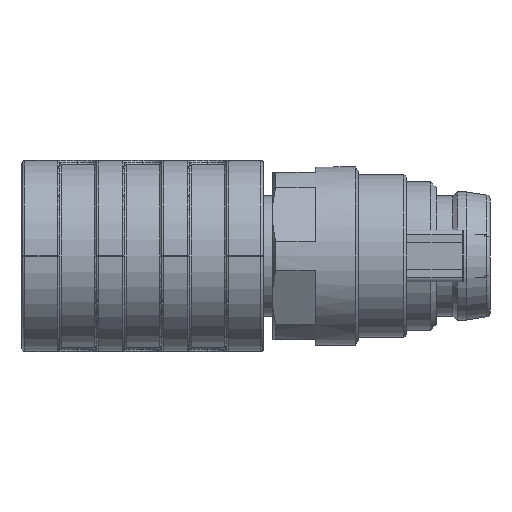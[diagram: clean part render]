
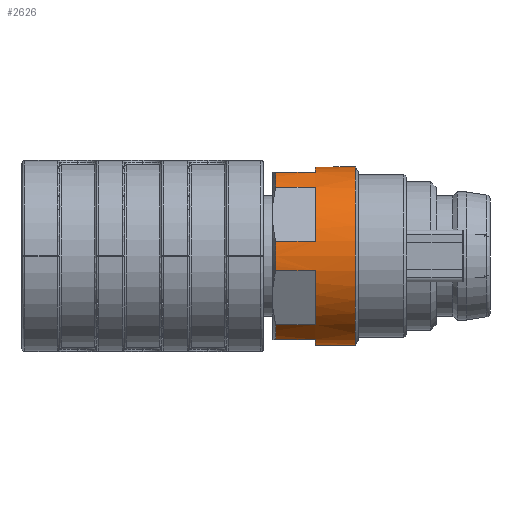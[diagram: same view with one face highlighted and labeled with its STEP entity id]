
A CAD part, front view. The second image highlights one B-rep face of the part: STEP entity #2626.
In plain terms, the highlighted cylindrical face has radius 4.8 mm (diameter 9.6 mm), a full revolution.
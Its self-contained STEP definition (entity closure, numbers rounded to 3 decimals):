
#1494=LINE('',#16617,#2052);
#1495=LINE('',#16621,#2053);
#1496=LINE('',#16622,#2054);
#1497=LINE('',#16626,#2055);
#1498=LINE('',#16627,#2056);
#1499=LINE('',#16631,#2057);
#1500=LINE('',#16632,#2058);
#1501=LINE('',#16636,#2059);
#1502=LINE('',#16637,#2060);
#1503=LINE('',#16641,#2061);
#1504=LINE('',#16642,#2062);
#1505=LINE('',#16646,#2063);
#2052=VECTOR('',#13038,1.);
#2053=VECTOR('',#13041,1.);
#2054=VECTOR('',#13042,1.);
#2055=VECTOR('',#13045,1.);
#2056=VECTOR('',#13046,1.);
#2057=VECTOR('',#13049,1.);
#2058=VECTOR('',#13050,1.);
#2059=VECTOR('',#13053,1.);
#2060=VECTOR('',#13054,1.);
#2061=VECTOR('',#13057,1.);
#2062=VECTOR('',#13058,1.);
#2063=VECTOR('',#13061,1.);
#2626=ADVANCED_FACE('',(#3022,#3023),#2882,.T.);
#2882=CYLINDRICAL_SURFACE('',#10120,4.8);
#3022=FACE_BOUND('',#3662,.T.);
#3023=FACE_BOUND('',#3663,.T.);
#3662=EDGE_LOOP('',(#6136));
#3663=EDGE_LOOP('',(#6137,#6138,#6139,#6140,#6141,#6142,#6143,#6144,#6145,
#6146,#6147,#6148,#6149,#6150,#6151,#6152,#6153,#6154,#6155,#6156,#6157,
#6158,#6159,#6160));
#6136=ORIENTED_EDGE('',*,*,#8244,.T.);
#6137=ORIENTED_EDGE('',*,*,#8257,.F.);
#6138=ORIENTED_EDGE('',*,*,#8258,.T.);
#6139=ORIENTED_EDGE('',*,*,#8259,.F.);
#6140=ORIENTED_EDGE('',*,*,#8256,.T.);
#6141=ORIENTED_EDGE('',*,*,#8260,.F.);
#6142=ORIENTED_EDGE('',*,*,#8261,.T.);
#6143=ORIENTED_EDGE('',*,*,#8262,.F.);
#6144=ORIENTED_EDGE('',*,*,#8246,.T.);
#6145=ORIENTED_EDGE('',*,*,#8263,.F.);
#6146=ORIENTED_EDGE('',*,*,#8264,.T.);
#6147=ORIENTED_EDGE('',*,*,#8265,.F.);
#6148=ORIENTED_EDGE('',*,*,#8248,.T.);
#6149=ORIENTED_EDGE('',*,*,#8266,.F.);
#6150=ORIENTED_EDGE('',*,*,#8267,.T.);
#6151=ORIENTED_EDGE('',*,*,#8268,.F.);
#6152=ORIENTED_EDGE('',*,*,#8250,.T.);
#6153=ORIENTED_EDGE('',*,*,#8269,.F.);
#6154=ORIENTED_EDGE('',*,*,#8270,.T.);
#6155=ORIENTED_EDGE('',*,*,#8271,.F.);
#6156=ORIENTED_EDGE('',*,*,#8252,.T.);
#6157=ORIENTED_EDGE('',*,*,#8272,.F.);
#6158=ORIENTED_EDGE('',*,*,#8273,.T.);
#6159=ORIENTED_EDGE('',*,*,#8274,.F.);
#6160=ORIENTED_EDGE('',*,*,#8254,.T.);
#6984=VERTEX_POINT('',#16585);
#6985=VERTEX_POINT('',#16588);
#6986=VERTEX_POINT('',#16589);
#6987=VERTEX_POINT('',#16593);
#6988=VERTEX_POINT('',#16594);
#6989=VERTEX_POINT('',#16598);
#6990=VERTEX_POINT('',#16599);
#6991=VERTEX_POINT('',#16603);
#6992=VERTEX_POINT('',#16604);
#6993=VERTEX_POINT('',#16608);
#6994=VERTEX_POINT('',#16609);
#6995=VERTEX_POINT('',#16613);
#6996=VERTEX_POINT('',#16614);
#6997=VERTEX_POINT('',#16618);
#6998=VERTEX_POINT('',#16620);
#6999=VERTEX_POINT('',#16623);
#7000=VERTEX_POINT('',#16625);
#7001=VERTEX_POINT('',#16628);
#7002=VERTEX_POINT('',#16630);
#7003=VERTEX_POINT('',#16633);
#7004=VERTEX_POINT('',#16635);
#7005=VERTEX_POINT('',#16638);
#7006=VERTEX_POINT('',#16640);
#7007=VERTEX_POINT('',#16643);
#7008=VERTEX_POINT('',#16645);
#8244=EDGE_CURVE('',#6984,#6984,#8916,.T.);
#8246=EDGE_CURVE('',#6985,#6986,#8917,.T.);
#8248=EDGE_CURVE('',#6987,#6988,#8918,.T.);
#8250=EDGE_CURVE('',#6989,#6990,#8919,.T.);
#8252=EDGE_CURVE('',#6991,#6992,#8920,.T.);
#8254=EDGE_CURVE('',#6993,#6994,#8921,.T.);
#8256=EDGE_CURVE('',#6995,#6996,#8922,.T.);
#8257=EDGE_CURVE('',#6997,#6994,#1494,.T.);
#8258=EDGE_CURVE('',#6997,#6998,#8923,.T.);
#8259=EDGE_CURVE('',#6995,#6998,#1495,.T.);
#8260=EDGE_CURVE('',#6999,#6996,#1496,.T.);
#8261=EDGE_CURVE('',#6999,#7000,#8924,.T.);
#8262=EDGE_CURVE('',#6985,#7000,#1497,.T.);
#8263=EDGE_CURVE('',#7001,#6986,#1498,.T.);
#8264=EDGE_CURVE('',#7001,#7002,#8925,.T.);
#8265=EDGE_CURVE('',#6987,#7002,#1499,.T.);
#8266=EDGE_CURVE('',#7003,#6988,#1500,.T.);
#8267=EDGE_CURVE('',#7003,#7004,#8926,.T.);
#8268=EDGE_CURVE('',#6989,#7004,#1501,.T.);
#8269=EDGE_CURVE('',#7005,#6990,#1502,.T.);
#8270=EDGE_CURVE('',#7005,#7006,#8927,.T.);
#8271=EDGE_CURVE('',#6991,#7006,#1503,.T.);
#8272=EDGE_CURVE('',#7007,#6992,#1504,.T.);
#8273=EDGE_CURVE('',#7007,#7008,#8928,.T.);
#8274=EDGE_CURVE('',#6993,#7008,#1505,.T.);
#8916=CIRCLE('',#10100,4.8);
#8917=CIRCLE('',#10102,4.8);
#8918=CIRCLE('',#10104,4.8);
#8919=CIRCLE('',#10106,4.8);
#8920=CIRCLE('',#10108,4.8);
#8921=CIRCLE('',#10110,4.8);
#8922=CIRCLE('',#10112,4.8);
#8923=CIRCLE('',#10114,4.8);
#8924=CIRCLE('',#10115,4.8);
#8925=CIRCLE('',#10116,4.8);
#8926=CIRCLE('',#10117,4.8);
#8927=CIRCLE('',#10118,4.8);
#8928=CIRCLE('',#10119,4.8);
#10100=AXIS2_PLACEMENT_3D('',#16584,#13004,#13005);
#10102=AXIS2_PLACEMENT_3D('',#16590,#13009,#13010);
#10104=AXIS2_PLACEMENT_3D('',#16595,#13014,#13015);
#10106=AXIS2_PLACEMENT_3D('',#16600,#13019,#13020);
#10108=AXIS2_PLACEMENT_3D('',#16605,#13024,#13025);
#10110=AXIS2_PLACEMENT_3D('',#16610,#13029,#13030);
#10112=AXIS2_PLACEMENT_3D('',#16615,#13034,#13035);
#10114=AXIS2_PLACEMENT_3D('',#16619,#13039,#13040);
#10115=AXIS2_PLACEMENT_3D('',#16624,#13043,#13044);
#10116=AXIS2_PLACEMENT_3D('',#16629,#13047,#13048);
#10117=AXIS2_PLACEMENT_3D('',#16634,#13051,#13052);
#10118=AXIS2_PLACEMENT_3D('',#16639,#13055,#13056);
#10119=AXIS2_PLACEMENT_3D('',#16644,#13059,#13060);
#10120=AXIS2_PLACEMENT_3D('',#16647,#13062,#13063);
#13004=DIRECTION('',(-1.,0.,0.));
#13005=DIRECTION('',(0.,-1.,0.));
#13009=DIRECTION('',(1.,0.,0.));
#13010=DIRECTION('',(0.,-1.,0.));
#13014=DIRECTION('',(1.,0.,0.));
#13015=DIRECTION('',(0.,-1.,0.));
#13019=DIRECTION('',(1.,0.,0.));
#13020=DIRECTION('',(0.,-1.,0.));
#13024=DIRECTION('',(1.,0.,0.));
#13025=DIRECTION('',(0.,-1.,0.));
#13029=DIRECTION('',(1.,0.,0.));
#13030=DIRECTION('',(0.,-1.,0.));
#13034=DIRECTION('',(1.,0.,0.));
#13035=DIRECTION('',(0.,-1.,0.));
#13038=DIRECTION('',(1.,0.,0.));
#13039=DIRECTION('',(1.,0.,0.));
#13040=DIRECTION('',(0.,-1.,0.));
#13041=DIRECTION('',(-1.,0.,0.));
#13042=DIRECTION('',(1.,0.,0.));
#13043=DIRECTION('',(1.,0.,0.));
#13044=DIRECTION('',(0.,-1.,0.));
#13045=DIRECTION('',(-1.,0.,0.));
#13046=DIRECTION('',(1.,0.,0.));
#13047=DIRECTION('',(1.,0.,0.));
#13048=DIRECTION('',(0.,-1.,0.));
#13049=DIRECTION('',(-1.,0.,0.));
#13050=DIRECTION('',(1.,0.,0.));
#13051=DIRECTION('',(1.,0.,0.));
#13052=DIRECTION('',(0.,-1.,0.));
#13053=DIRECTION('',(-1.,0.,0.));
#13054=DIRECTION('',(1.,0.,0.));
#13055=DIRECTION('',(1.,0.,0.));
#13056=DIRECTION('',(0.,-1.,0.));
#13057=DIRECTION('',(-1.,0.,0.));
#13058=DIRECTION('',(1.,0.,0.));
#13059=DIRECTION('',(1.,0.,0.));
#13060=DIRECTION('',(0.,-1.,0.));
#13061=DIRECTION('',(-1.,0.,0.));
#13062=DIRECTION('',(1.,0.,0.));
#13063=DIRECTION('',(0.,-1.,0.));
#16584=CARTESIAN_POINT('',(118.475,-9.65,-0.001));
#16585=CARTESIAN_POINT('',(118.475,-14.45,-0.001));
#16588=CARTESIAN_POINT('',(116.325,-6.588,-3.698));
#16589=CARTESIAN_POINT('',(116.325,-4.918,-0.804));
#16590=CARTESIAN_POINT('',(116.325,-9.65,-0.001));
#16593=CARTESIAN_POINT('',(116.325,-4.918,0.802));
#16594=CARTESIAN_POINT('',(116.325,-6.588,3.696));
#16595=CARTESIAN_POINT('',(116.325,-9.65,-0.001));
#16598=CARTESIAN_POINT('',(116.325,-7.98,4.499));
#16599=CARTESIAN_POINT('',(116.325,-11.32,4.499));
#16600=CARTESIAN_POINT('',(116.325,-9.65,-0.001));
#16603=CARTESIAN_POINT('',(116.325,-12.712,3.696));
#16604=CARTESIAN_POINT('',(116.325,-14.382,0.802));
#16605=CARTESIAN_POINT('',(116.325,-9.65,-0.001));
#16608=CARTESIAN_POINT('',(116.325,-14.382,-0.804));
#16609=CARTESIAN_POINT('',(116.325,-12.712,-3.698));
#16610=CARTESIAN_POINT('',(116.325,-9.65,-0.001));
#16613=CARTESIAN_POINT('',(116.325,-11.32,-4.501));
#16614=CARTESIAN_POINT('',(116.325,-7.98,-4.501));
#16615=CARTESIAN_POINT('',(116.325,-9.65,-0.001));
#16617=CARTESIAN_POINT('',(146.025,-12.712,-3.698));
#16618=CARTESIAN_POINT('',(114.175,-12.712,-3.698));
#16619=CARTESIAN_POINT('',(114.175,-9.65,-0.001));
#16620=CARTESIAN_POINT('',(114.175,-11.32,-4.501));
#16621=CARTESIAN_POINT('',(146.025,-11.32,-4.501));
#16622=CARTESIAN_POINT('',(146.025,-7.98,-4.501));
#16623=CARTESIAN_POINT('',(114.175,-7.98,-4.501));
#16624=CARTESIAN_POINT('',(114.175,-9.65,-0.001));
#16625=CARTESIAN_POINT('',(114.175,-6.588,-3.698));
#16626=CARTESIAN_POINT('',(146.025,-6.588,-3.698));
#16627=CARTESIAN_POINT('',(146.025,-4.918,-0.804));
#16628=CARTESIAN_POINT('',(114.175,-4.918,-0.804));
#16629=CARTESIAN_POINT('',(114.175,-9.65,-0.001));
#16630=CARTESIAN_POINT('',(114.175,-4.918,0.802));
#16631=CARTESIAN_POINT('',(146.025,-4.918,0.802));
#16632=CARTESIAN_POINT('',(146.025,-6.588,3.696));
#16633=CARTESIAN_POINT('',(114.175,-6.588,3.696));
#16634=CARTESIAN_POINT('',(114.175,-9.65,-0.001));
#16635=CARTESIAN_POINT('',(114.175,-7.98,4.499));
#16636=CARTESIAN_POINT('',(146.025,-7.98,4.499));
#16637=CARTESIAN_POINT('',(146.025,-11.32,4.499));
#16638=CARTESIAN_POINT('',(114.175,-11.32,4.499));
#16639=CARTESIAN_POINT('',(114.175,-9.65,-0.001));
#16640=CARTESIAN_POINT('',(114.175,-12.712,3.696));
#16641=CARTESIAN_POINT('',(146.025,-12.712,3.696));
#16642=CARTESIAN_POINT('',(146.025,-14.382,0.802));
#16643=CARTESIAN_POINT('',(114.175,-14.382,0.802));
#16644=CARTESIAN_POINT('',(114.175,-9.65,-0.001));
#16645=CARTESIAN_POINT('',(114.175,-14.382,-0.804));
#16646=CARTESIAN_POINT('',(146.025,-14.382,-0.804));
#16647=CARTESIAN_POINT('',(146.025,-9.65,-0.001));
